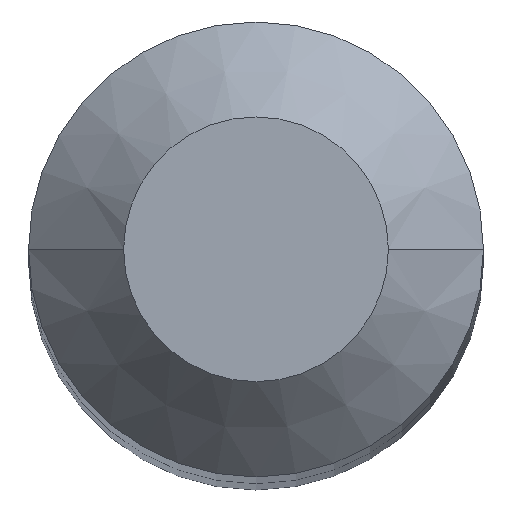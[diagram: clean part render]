
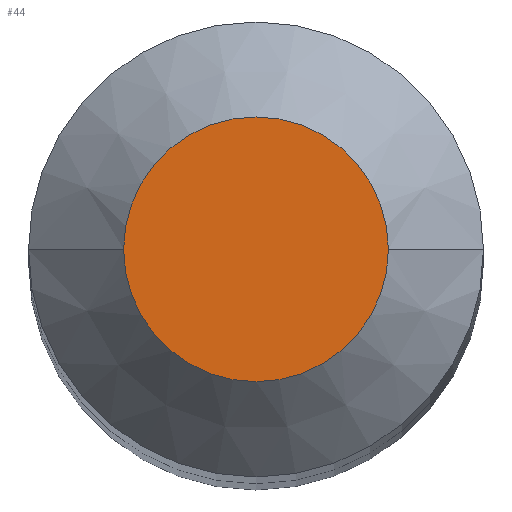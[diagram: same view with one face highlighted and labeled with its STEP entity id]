
A CAD part, top view. The second image highlights one B-rep face of the part: STEP entity #44.
In plain terms, the highlighted planar face has unit normal (0, 0, 1).
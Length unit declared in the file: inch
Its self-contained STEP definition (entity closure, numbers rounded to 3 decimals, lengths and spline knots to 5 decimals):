
#44 = ADVANCED_FACE ( 'NONE', ( #127 ), #57, .F. ) ;
#48 = VERTEX_POINT ( 'NONE', #389 ) ;
#55 = CARTESIAN_POINT ( 'NONE',  ( 0., 0., 0. ) ) ;
#57 = PLANE ( 'NONE',  #373 ) ;
#63 = DIRECTION ( 'NONE',  ( -1., 0., 0. ) ) ;
#85 = CARTESIAN_POINT ( 'NONE',  ( 0.0435, 0., 0. ) ) ;
#118 = AXIS2_PLACEMENT_3D ( 'NONE', #213, #154, #207 ) ;
#127 = FACE_OUTER_BOUND ( 'NONE', #260, .T. ) ;
#134 = EDGE_CURVE ( 'NONE', #48, #317, #381, .T. ) ;
#154 = DIRECTION ( 'NONE',  ( 0., 0., 1. ) ) ;
#207 = DIRECTION ( 'NONE',  ( 1., 0., 0. ) ) ;
#213 = CARTESIAN_POINT ( 'NONE',  ( 0., 0., 0. ) ) ;
#229 = DIRECTION ( 'NONE',  ( 0., 0., 1. ) ) ;
#239 = CIRCLE ( 'NONE', #275, 0.0435 ) ;
#260 = EDGE_LOOP ( 'NONE', ( #352, #384 ) ) ;
#275 = AXIS2_PLACEMENT_3D ( 'NONE', #377, #229, #351 ) ;
#317 = VERTEX_POINT ( 'NONE', #85 ) ;
#337 = DIRECTION ( 'NONE',  ( 0., 0., -1. ) ) ;
#340 = EDGE_CURVE ( 'NONE', #317, #48, #239, .T. ) ;
#351 = DIRECTION ( 'NONE',  ( 1., 0., 0. ) ) ;
#352 = ORIENTED_EDGE ( 'NONE', *, *, #134, .T. ) ;
#373 = AXIS2_PLACEMENT_3D ( 'NONE', #55, #337, #63 ) ;
#377 = CARTESIAN_POINT ( 'NONE',  ( 0., 0., 0. ) ) ;
#381 = CIRCLE ( 'NONE', #118, 0.0435 ) ;
#384 = ORIENTED_EDGE ( 'NONE', *, *, #340, .T. ) ;
#389 = CARTESIAN_POINT ( 'NONE',  ( -0.0435, 0., 0. ) ) ;
